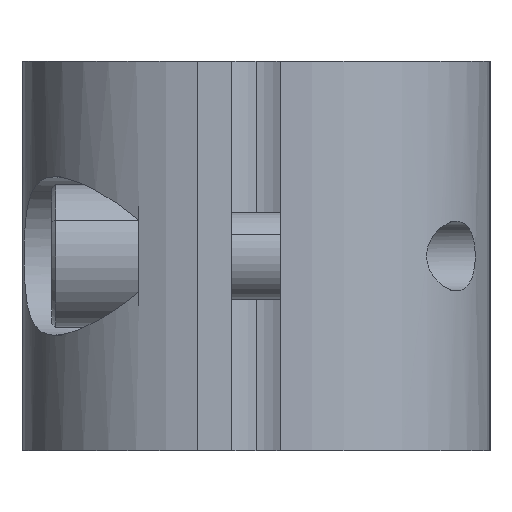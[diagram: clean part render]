
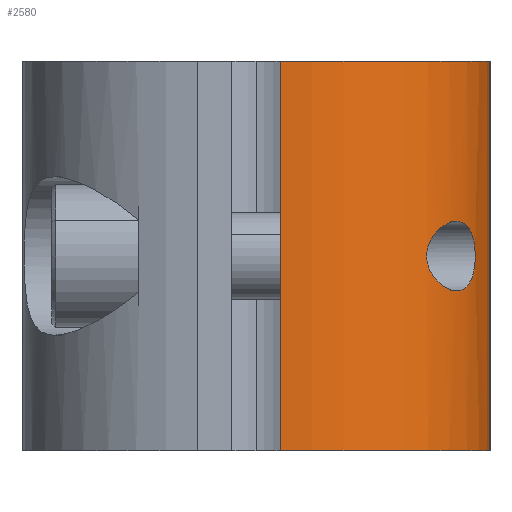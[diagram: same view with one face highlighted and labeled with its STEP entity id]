
A CAD part, left-side view. The second image highlights one B-rep face of the part: STEP entity #2580.
In plain terms, the highlighted cylindrical face has radius 6.35 mm (diameter 12.7 mm), a partial arc.
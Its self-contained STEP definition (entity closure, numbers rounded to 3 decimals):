
#78 = ORIENTED_EDGE ( 'NONE', *, *, #4353, .F. ) ;
#313 = CARTESIAN_POINT ( 'NONE',  ( -35.306, 1.089, -1.13 ) ) ;
#317 = CARTESIAN_POINT ( 'NONE',  ( -35.588, 1.28, -1.13 ) ) ;
#324 = CARTESIAN_POINT ( 'NONE',  ( -35.856, 1.498, -1.027 ) ) ;
#334 = CARTESIAN_POINT ( 'NONE',  ( -36.17, 1.788, -0.743 ) ) ;
#340 = CARTESIAN_POINT ( 'NONE',  ( -36.261, 1.88, -0.624 ) ) ;
#347 = CARTESIAN_POINT ( 'NONE',  ( -36.361, 1.984, -0.412 ) ) ;
#355 = CARTESIAN_POINT ( 'NONE',  ( -36.389, 2.014, -0.334 ) ) ;
#359 = EDGE_CURVE ( 'NONE', #2152, #4479, #5519, .T. ) ;
#362 = CARTESIAN_POINT ( 'NONE',  ( -36.426, 2.054, -0.171 ) ) ;
#381 = CARTESIAN_POINT ( 'NONE',  ( -36.436, 2.065, -0.084 ) ) ;
#388 = CARTESIAN_POINT ( 'NONE',  ( -36.426, 2.054, 0.172 ) ) ;
#392 = CARTESIAN_POINT ( 'NONE',  ( -36.389, 2.013, 0.336 ) ) ;
#396 = CARTESIAN_POINT ( 'NONE',  ( -36.362, 1.984, 0.412 ) ) ;
#402 = CARTESIAN_POINT ( 'NONE',  ( -36.26, 1.879, 0.627 ) ) ;
#410 = CARTESIAN_POINT ( 'NONE',  ( -36.169, 1.787, 0.744 ) ) ;
#414 = CARTESIAN_POINT ( 'NONE',  ( -35.96, 1.594, 0.933 ) ) ;
#433 = CARTESIAN_POINT ( 'NONE',  ( -35.841, 1.491, 1.005 ) ) ;
#464 = LINE ( 'NONE', #3230, #685 ) ;
#470 = CARTESIAN_POINT ( 'NONE',  ( -35.585, 1.286, 1.104 ) ) ;
#489 = CARTESIAN_POINT ( 'NONE',  ( -35.449, 1.186, 1.13 ) ) ;
#493 = CARTESIAN_POINT ( 'NONE',  ( -35.306, 1.089, 1.13 ) ) ;
#640 = AXIS2_PLACEMENT_3D ( 'NONE', #5095, #5117, #1108 ) ;
#672 = FACE_BOUND ( 'NONE', #3180, .T. ) ;
#685 = VECTOR ( 'NONE', #3166, 1000. ) ;
#936 = ORIENTED_EDGE ( 'NONE', *, *, #3112, .F. ) ;
#1018 = ORIENTED_EDGE ( 'NONE', *, *, #359, .T. ) ;
#1108 = DIRECTION ( 'NONE',  ( 1., 0., 0. ) ) ;
#1388 = ORIENTED_EDGE ( 'NONE', *, *, #4458, .F. ) ;
#1428 = B_SPLINE_CURVE_WITH_KNOTS ( 'NONE', 3,
 ( #2275, #2282, #2268, #2259, #2254, #2251, #2240, #2228, #2213, #2203, #2184, #2176, #2168, #2159, #2139, #2130, #2122, #2119, #2111, #2102, #2089, #2064 ),
 .UNSPECIFIED., .F., .F.,
 ( 4, 2, 2, 2, 2, 2, 2, 2, 2, 2, 4 ),
 ( 0.004, 0.005, 0.005, 0.006, 0.006, 0.006, 0.006, 0.006, 0.007, 0.007, 0.008 ),
 .UNSPECIFIED. ) ;
#1604 = LINE ( 'NONE', #3479, #1676 ) ;
#1676 = VECTOR ( 'NONE', #3466, 1000. ) ;
#1707 = ORIENTED_EDGE ( 'NONE', *, *, #2840, .F. ) ;
#1737 = CARTESIAN_POINT ( 'NONE',  ( -36.436, 2.065, 0.087 ) ) ;
#1916 = CARTESIAN_POINT ( 'NONE',  ( -38.082, 6.826, -6.35 ) ) ;
#1945 = CIRCLE ( 'NONE', #1991, 6.35 ) ;
#1991 = AXIS2_PLACEMENT_3D ( 'NONE', #5568, #5557, #5550 ) ;
#2041 = CARTESIAN_POINT ( 'NONE',  ( -35.306, 1.089, 1.13 ) ) ;
#2064 = CARTESIAN_POINT ( 'NONE',  ( -35.306, 1.089, 1.13 ) ) ;
#2089 = CARTESIAN_POINT ( 'NONE',  ( -35.174, 1., 1.13 ) ) ;
#2102 = CARTESIAN_POINT ( 'NONE',  ( -35.039, 0.916, 1.107 ) ) ;
#2111 = CARTESIAN_POINT ( 'NONE',  ( -34.776, 0.765, 1.008 ) ) ;
#2119 = CARTESIAN_POINT ( 'NONE',  ( -34.649, 0.699, 0.932 ) ) ;
#2122 = CARTESIAN_POINT ( 'NONE',  ( -34.43, 0.592, 0.729 ) ) ;
#2130 = CARTESIAN_POINT ( 'NONE',  ( -34.336, 0.55, 0.602 ) ) ;
#2139 = CARTESIAN_POINT ( 'NONE',  ( -34.241, 0.509, 0.387 ) ) ;
#2152 = VERTEX_POINT ( 'NONE', #1916 ) ;
#2159 = CARTESIAN_POINT ( 'NONE',  ( -34.216, 0.499, 0.311 ) ) ;
#2168 = CARTESIAN_POINT ( 'NONE',  ( -34.184, 0.485, 0.156 ) ) ;
#2176 = CARTESIAN_POINT ( 'NONE',  ( -34.176, 0.481, 0.078 ) ) ;
#2184 = CARTESIAN_POINT ( 'NONE',  ( -34.176, 0.482, -0.083 ) ) ;
#2203 = CARTESIAN_POINT ( 'NONE',  ( -34.185, 0.485, -0.162 ) ) ;
#2213 = CARTESIAN_POINT ( 'NONE',  ( -34.218, 0.499, -0.316 ) ) ;
#2228 = CARTESIAN_POINT ( 'NONE',  ( -34.243, 0.51, -0.392 ) ) ;
#2240 = CARTESIAN_POINT ( 'NONE',  ( -34.339, 0.551, -0.606 ) ) ;
#2251 = CARTESIAN_POINT ( 'NONE',  ( -34.433, 0.593, -0.733 ) ) ;
#2254 = CARTESIAN_POINT ( 'NONE',  ( -34.651, 0.7, -0.933 ) ) ;
#2259 = CARTESIAN_POINT ( 'NONE',  ( -34.779, 0.767, -1.009 ) ) ;
#2268 = CARTESIAN_POINT ( 'NONE',  ( -35.039, 0.916, -1.107 ) ) ;
#2275 = CARTESIAN_POINT ( 'NONE',  ( -35.306, 1.089, -1.13 ) ) ;
#2282 = CARTESIAN_POINT ( 'NONE',  ( -35.176, 1.001, -1.13 ) ) ;
#2454 = VERTEX_POINT ( 'NONE', #5441 ) ;
#2572 = CARTESIAN_POINT ( 'NONE',  ( -35.306, 1.089, -1.13 ) ) ;
#2580 = ADVANCED_FACE ( 'NONE', ( #672, #3911 ), #3407, .T. ) ;
#2840 = EDGE_CURVE ( 'NONE', #2152, #2454, #1604, .T. ) ;
#2930 = VERTEX_POINT ( 'NONE', #3270 ) ;
#2991 = EDGE_LOOP ( 'NONE', ( #1388, #1707, #1018, #5329 ) ) ;
#3004 = EDGE_CURVE ( 'NONE', #4479, #2930, #464, .T. ) ;
#3011 = DIRECTION ( 'NONE',  ( -1., 0., 0. ) ) ;
#3050 = VERTEX_POINT ( 'NONE', #2572 ) ;
#3112 = EDGE_CURVE ( 'NONE', #3050, #4118, #1428, .T. ) ;
#3166 = DIRECTION ( 'NONE',  ( 0., 0., 1. ) ) ;
#3180 = EDGE_LOOP ( 'NONE', ( #78, #936 ) ) ;
#3230 = CARTESIAN_POINT ( 'NONE',  ( -31.75, 0., -6.35 ) ) ;
#3270 = CARTESIAN_POINT ( 'NONE',  ( -31.75, 0., 6.35 ) ) ;
#3407 = CYLINDRICAL_SURFACE ( 'NONE', #640, 6.35 ) ;
#3466 = DIRECTION ( 'NONE',  ( 0., 0., 1. ) ) ;
#3479 = CARTESIAN_POINT ( 'NONE',  ( -38.082, 6.826, -6.35 ) ) ;
#3911 = FACE_OUTER_BOUND ( 'NONE', #2991, .T. ) ;
#4118 = VERTEX_POINT ( 'NONE', #2041 ) ;
#4339 = B_SPLINE_CURVE_WITH_KNOTS ( 'NONE', 3,
 ( #493, #489, #470, #433, #414, #410, #402, #396, #392, #388, #1737, #381, #362, #355, #347, #340, #334, #324, #317, #313 ),
 .UNSPECIFIED., .F., .F.,
 ( 4, 2, 2, 2, 2, 2, 2, 2, 2, 4 ),
 ( 0., 0.001, 0.001, 0.002, 0.002, 0.002, 0.002, 0.003, 0.003, 0.004 ),
 .UNSPECIFIED. ) ;
#4353 = EDGE_CURVE ( 'NONE', #4118, #3050, #4339, .T. ) ;
#4458 = EDGE_CURVE ( 'NONE', #2454, #2930, #1945, .T. ) ;
#4479 = VERTEX_POINT ( 'NONE', #5501 ) ;
#4867 = CARTESIAN_POINT ( 'NONE',  ( -31.75, 6.35, -6.35 ) ) ;
#5095 = CARTESIAN_POINT ( 'NONE',  ( -31.75, 6.35, -6.35 ) ) ;
#5097 = DIRECTION ( 'NONE',  ( 0., 0., 1. ) ) ;
#5117 = DIRECTION ( 'NONE',  ( 0., 0., 1. ) ) ;
#5130 = AXIS2_PLACEMENT_3D ( 'NONE', #4867, #5097, #3011 ) ;
#5329 = ORIENTED_EDGE ( 'NONE', *, *, #3004, .T. ) ;
#5441 = CARTESIAN_POINT ( 'NONE',  ( -38.082, 6.826, 6.35 ) ) ;
#5501 = CARTESIAN_POINT ( 'NONE',  ( -31.75, 0., -6.35 ) ) ;
#5519 = CIRCLE ( 'NONE', #5130, 6.35 ) ;
#5550 = DIRECTION ( 'NONE',  ( -1., 0., 0. ) ) ;
#5557 = DIRECTION ( 'NONE',  ( 0., 0., 1. ) ) ;
#5568 = CARTESIAN_POINT ( 'NONE',  ( -31.75, 6.35, 6.35 ) ) ;
